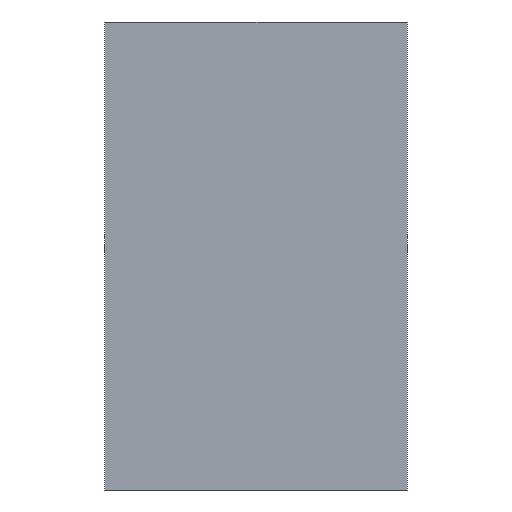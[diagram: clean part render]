
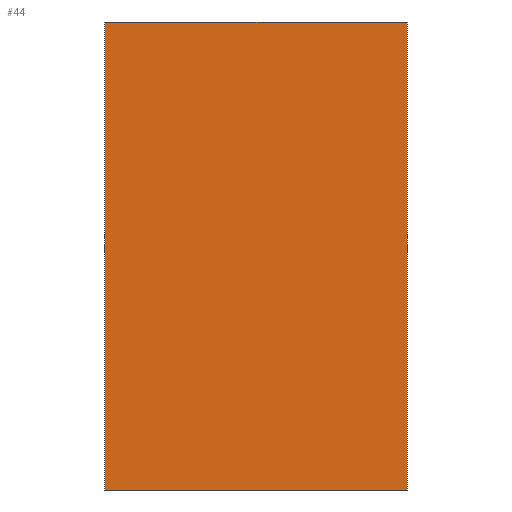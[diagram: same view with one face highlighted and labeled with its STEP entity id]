
A CAD part, left-side view. The second image highlights one B-rep face of the part: STEP entity #44.
In plain terms, the highlighted planar face has unit normal (-1, 0, 0).
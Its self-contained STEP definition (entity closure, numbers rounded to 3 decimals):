
#44 = ADVANCED_FACE( '', ( #96 ), #97, .F. );
#96 = FACE_OUTER_BOUND( '', #145, .T. );
#97 = PLANE( '', #146 );
#145 = EDGE_LOOP( '', ( #207, #208, #209, #210 ) );
#146 = AXIS2_PLACEMENT_3D( '', #211, #212, #213 );
#207 = ORIENTED_EDGE( '', *, *, #258, .T. );
#208 = ORIENTED_EDGE( '', *, *, #266, .F. );
#209 = ORIENTED_EDGE( '', *, *, #262, .F. );
#210 = ORIENTED_EDGE( '', *, *, #250, .T. );
#211 = CARTESIAN_POINT( '', ( -398., 31., 96. ) );
#212 = DIRECTION( '', ( 1., 0., 0. ) );
#213 = DIRECTION( '', ( 0., 0., -1. ) );
#250 = EDGE_CURVE( '', #286, #284, #287, .T. );
#258 = EDGE_CURVE( '', #284, #298, #300, .T. );
#262 = EDGE_CURVE( '', #286, #306, #307, .T. );
#266 = EDGE_CURVE( '', #306, #298, #312, .T. );
#284 = VERTEX_POINT( '', #330 );
#286 = VERTEX_POINT( '', #333 );
#287 = LINE( '', #334, #335 );
#298 = VERTEX_POINT( '', #349 );
#300 = LINE( '', #352, #353 );
#306 = VERTEX_POINT( '', #359 );
#307 = LINE( '', #360, #361 );
#312 = LINE( '', #368, #369 );
#330 = CARTESIAN_POINT( '', ( -398., 31., 0. ) );
#333 = CARTESIAN_POINT( '', ( -398., 31., 96. ) );
#334 = CARTESIAN_POINT( '', ( -398., 31., 96. ) );
#335 = VECTOR( '', #389, 1000. );
#349 = CARTESIAN_POINT( '', ( -398., -31., 0. ) );
#352 = CARTESIAN_POINT( '', ( -398., 31., 0. ) );
#353 = VECTOR( '', #400, 1000. );
#359 = CARTESIAN_POINT( '', ( -398., -31., 96. ) );
#360 = CARTESIAN_POINT( '', ( -398., 31., 96. ) );
#361 = VECTOR( '', #407, 1000. );
#368 = CARTESIAN_POINT( '', ( -398., -31., 96. ) );
#369 = VECTOR( '', #410, 1000. );
#389 = DIRECTION( '', ( 0., 0., -1. ) );
#400 = DIRECTION( '', ( 0., -1., 0. ) );
#407 = DIRECTION( '', ( 0., -1., 0. ) );
#410 = DIRECTION( '', ( 0., 0., -1. ) );
